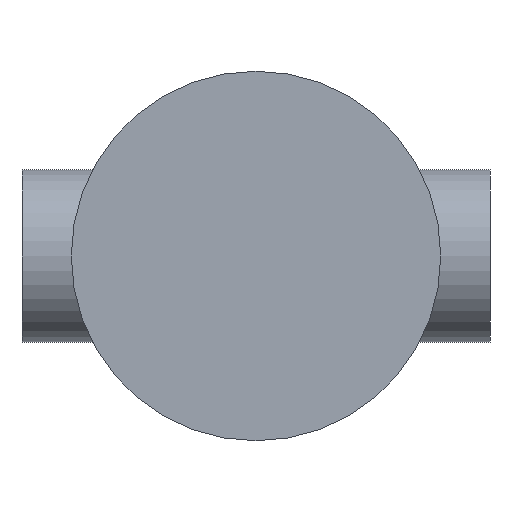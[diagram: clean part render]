
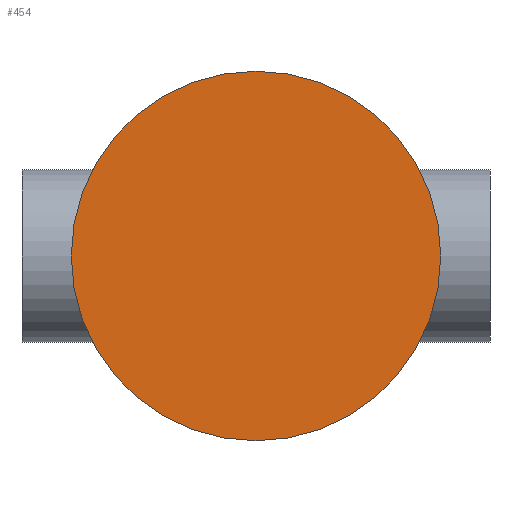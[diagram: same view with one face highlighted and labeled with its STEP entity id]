
A CAD part, front view. The second image highlights one B-rep face of the part: STEP entity #454.
In plain terms, the highlighted planar face has unit normal (0, -1, 0).
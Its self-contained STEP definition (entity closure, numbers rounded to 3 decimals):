
#13 = CARTESIAN_POINT ( 'NONE',  ( 0., -20., 0. ) ) ;
#45 = EDGE_LOOP ( 'NONE', ( #170, #248 ) ) ;
#85 = EDGE_CURVE ( 'NONE', #441, #419, #93, .T. ) ;
#93 = CIRCLE ( 'NONE', #274, 75. ) ;
#99 = CARTESIAN_POINT ( 'NONE',  ( 0., -20., 0. ) ) ;
#139 = DIRECTION ( 'NONE',  ( 0., 0., 1. ) ) ;
#162 = FACE_OUTER_BOUND ( 'NONE', #45, .T. ) ;
#170 = ORIENTED_EDGE ( 'NONE', *, *, #258, .F. ) ;
#214 = CARTESIAN_POINT ( 'NONE',  ( 0., -20., 75. ) ) ;
#243 = PLANE ( 'NONE',  #246 ) ;
#246 = AXIS2_PLACEMENT_3D ( 'NONE', #13, #285, #139 ) ;
#248 = ORIENTED_EDGE ( 'NONE', *, *, #85, .F. ) ;
#258 = EDGE_CURVE ( 'NONE', #419, #441, #264, .T. ) ;
#264 = CIRCLE ( 'NONE', #414, 75. ) ;
#274 = AXIS2_PLACEMENT_3D ( 'NONE', #99, #338, #290 ) ;
#275 = CARTESIAN_POINT ( 'NONE',  ( 0., -20., 0. ) ) ;
#285 = DIRECTION ( 'NONE',  ( 0., 1., 0. ) ) ;
#290 = DIRECTION ( 'NONE',  ( 0., 0., 1. ) ) ;
#317 = DIRECTION ( 'NONE',  ( 0., 1., 0. ) ) ;
#338 = DIRECTION ( 'NONE',  ( 0., 1., 0. ) ) ;
#342 = CARTESIAN_POINT ( 'NONE',  ( 0., -20., -75. ) ) ;
#400 = DIRECTION ( 'NONE',  ( 0., 0., 1. ) ) ;
#414 = AXIS2_PLACEMENT_3D ( 'NONE', #275, #317, #400 ) ;
#419 = VERTEX_POINT ( 'NONE', #214 ) ;
#441 = VERTEX_POINT ( 'NONE', #342 ) ;
#454 = ADVANCED_FACE ( 'NONE', ( #162 ), #243, .F. ) ;
